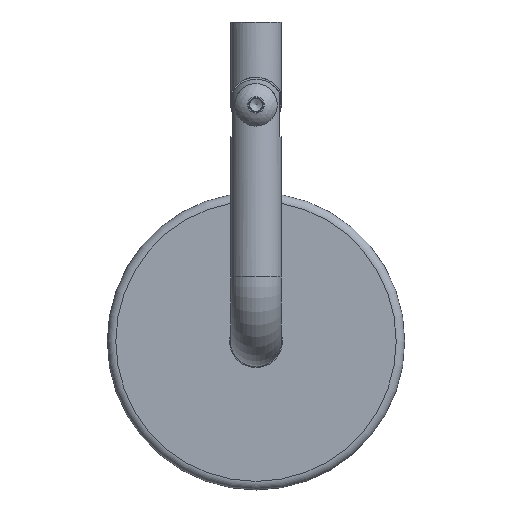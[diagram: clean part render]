
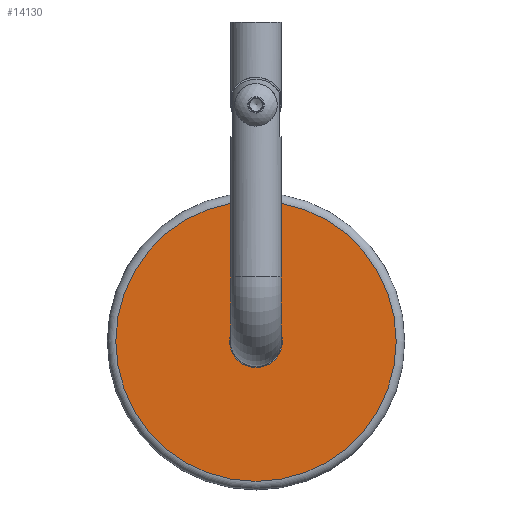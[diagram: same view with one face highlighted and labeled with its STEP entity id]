
A CAD part, top view. The second image highlights one B-rep face of the part: STEP entity #14130.
In plain terms, the highlighted planar face has unit normal (0, 0, 1).
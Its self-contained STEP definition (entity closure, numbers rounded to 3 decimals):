
#711 = CIRCLE ( 'NONE', #19948, 33. ) ;
#1221 = AXIS2_PLACEMENT_3D ( 'NONE', #11584, #6459, #18144 ) ;
#1860 = DIRECTION ( 'NONE',  ( 0., 0., -1. ) ) ;
#4084 = AXIS2_PLACEMENT_3D ( 'NONE', #18616, #1860, #10224 ) ;
#5681 = EDGE_LOOP ( 'NONE', ( #11022 ) ) ;
#5755 = CIRCLE ( 'NONE', #4084, 6.2 ) ;
#6459 = DIRECTION ( 'NONE',  ( 0., 0., -1. ) ) ;
#7961 = CARTESIAN_POINT ( 'NONE',  ( 0., 33., 12. ) ) ;
#8665 = CARTESIAN_POINT ( 'NONE',  ( 0., 0., 12. ) ) ;
#9079 = FACE_BOUND ( 'NONE', #11588, .T. ) ;
#10025 = ORIENTED_EDGE ( 'NONE', *, *, #10126, .T. ) ;
#10126 = EDGE_CURVE ( 'NONE', #20239, #20239, #5755, .T. ) ;
#10224 = DIRECTION ( 'NONE',  ( 0., 1., 0. ) ) ;
#10342 = DIRECTION ( 'NONE',  ( 0., 0., -1. ) ) ;
#11022 = ORIENTED_EDGE ( 'NONE', *, *, #14909, .F. ) ;
#11584 = CARTESIAN_POINT ( 'NONE',  ( 0., -6.2, 12. ) ) ;
#11588 = EDGE_LOOP ( 'NONE', ( #10025 ) ) ;
#13171 = VERTEX_POINT ( 'NONE', #7961 ) ;
#14130 = ADVANCED_FACE ( 'NONE', ( #17703, #9079 ), #20040, .F. ) ;
#14584 = CARTESIAN_POINT ( 'NONE',  ( 0., 6.2, 12. ) ) ;
#14909 = EDGE_CURVE ( 'NONE', #13171, #13171, #711, .T. ) ;
#17703 = FACE_OUTER_BOUND ( 'NONE', #5681, .T. ) ;
#18144 = DIRECTION ( 'NONE',  ( 0., 1., 0. ) ) ;
#18591 = DIRECTION ( 'NONE',  ( 0., 1., 0. ) ) ;
#18616 = CARTESIAN_POINT ( 'NONE',  ( 0., 0., 12. ) ) ;
#19948 = AXIS2_PLACEMENT_3D ( 'NONE', #8665, #10342, #18591 ) ;
#20040 = PLANE ( 'NONE',  #1221 ) ;
#20239 = VERTEX_POINT ( 'NONE', #14584 ) ;
